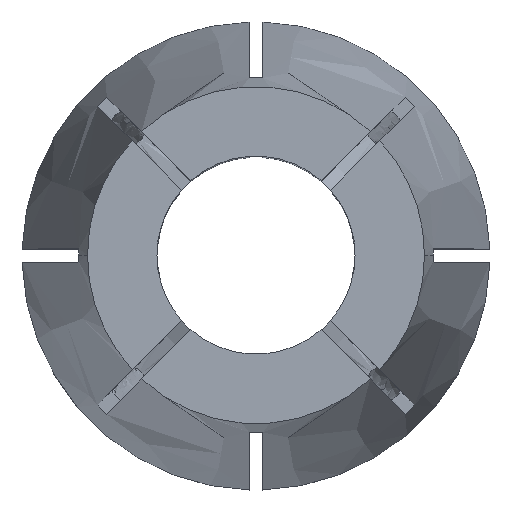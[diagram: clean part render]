
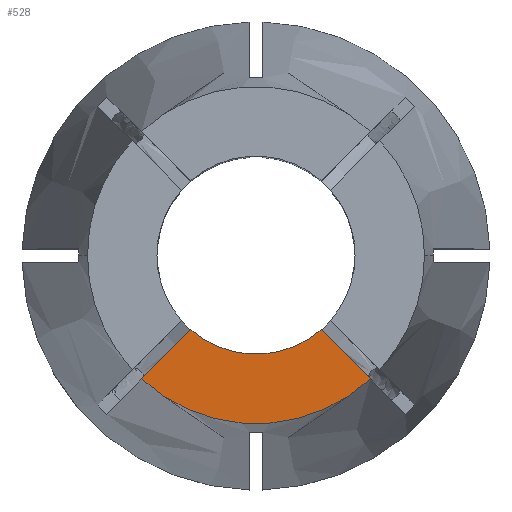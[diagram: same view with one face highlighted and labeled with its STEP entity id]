
A CAD part, top view. The second image highlights one B-rep face of the part: STEP entity #528.
In plain terms, the highlighted planar face has unit normal (0, 0, 1).
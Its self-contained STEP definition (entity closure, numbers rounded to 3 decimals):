
#61 = AXIS2_PLACEMENT_3D ( 'NONE', #2578, #1875, #1863 ) ;
#67 = DIRECTION ( 'NONE',  ( 0.707, 0.707, 0. ) ) ;
#83 = LINE ( 'NONE', #2101, #1189 ) ;
#464 = LINE ( 'NONE', #1744, #2134 ) ;
#501 = VERTEX_POINT ( 'NONE', #2125 ) ;
#528 = ADVANCED_FACE ( 'NONE', ( #2075 ), #2314, .F. ) ;
#582 = VERTEX_POINT ( 'NONE', #2602 ) ;
#592 = ORIENTED_EDGE ( 'NONE', *, *, #2043, .F. ) ;
#610 = DIRECTION ( 'NONE',  ( 0., 0., -1. ) ) ;
#653 = ORIENTED_EDGE ( 'NONE', *, *, #2291, .F. ) ;
#742 = EDGE_LOOP ( 'NONE', ( #653, #1217, #1196, #592 ) ) ;
#929 = CARTESIAN_POINT ( 'NONE',  ( 0., 0., 0. ) ) ;
#1131 = VERTEX_POINT ( 'NONE', #2429 ) ;
#1189 = VECTOR ( 'NONE', #2804, 1000. ) ;
#1196 = ORIENTED_EDGE ( 'NONE', *, *, #1218, .T. ) ;
#1217 = ORIENTED_EDGE ( 'NONE', *, *, #2345, .T. ) ;
#1218 = EDGE_CURVE ( 'NONE', #1500, #1131, #83, .T. ) ;
#1413 = DIRECTION ( 'NONE',  ( 1., 0., 0. ) ) ;
#1455 = DIRECTION ( 'NONE',  ( 0., 0., 1. ) ) ;
#1500 = VERTEX_POINT ( 'NONE', #1800 ) ;
#1729 = AXIS2_PLACEMENT_3D ( 'NONE', #929, #610, #2286 ) ;
#1744 = CARTESIAN_POINT ( 'NONE',  ( 0.265, -0.265, 0. ) ) ;
#1800 = CARTESIAN_POINT ( 'NONE',  ( 6.348, -6.879, 0. ) ) ;
#1863 = DIRECTION ( 'NONE',  ( 1., 0., 0. ) ) ;
#1875 = DIRECTION ( 'NONE',  ( 0., 0., 1. ) ) ;
#2043 = EDGE_CURVE ( 'NONE', #501, #1131, #2174, .T. ) ;
#2075 = FACE_OUTER_BOUND ( 'NONE', #742, .T. ) ;
#2101 = CARTESIAN_POINT ( 'NONE',  ( -0.265, -0.265, 0. ) ) ;
#2125 = CARTESIAN_POINT ( 'NONE',  ( -3.615, -4.145, 0. ) ) ;
#2134 = VECTOR ( 'NONE', #67, 1000. ) ;
#2163 = CARTESIAN_POINT ( 'NONE',  ( 0., 0., 0. ) ) ;
#2174 = CIRCLE ( 'NONE', #2567, 5.5 ) ;
#2286 = DIRECTION ( 'NONE',  ( -1., 0., 0. ) ) ;
#2291 = EDGE_CURVE ( 'NONE', #582, #501, #464, .T. ) ;
#2314 = PLANE ( 'NONE',  #1729 ) ;
#2345 = EDGE_CURVE ( 'NONE', #582, #1500, #2879, .T. ) ;
#2429 = CARTESIAN_POINT ( 'NONE',  ( 3.615, -4.145, 0. ) ) ;
#2567 = AXIS2_PLACEMENT_3D ( 'NONE', #2163, #1455, #1413 ) ;
#2578 = CARTESIAN_POINT ( 'NONE',  ( 0., 0., 0. ) ) ;
#2602 = CARTESIAN_POINT ( 'NONE',  ( -6.348, -6.879, 0. ) ) ;
#2804 = DIRECTION ( 'NONE',  ( -0.707, 0.707, 0. ) ) ;
#2879 = CIRCLE ( 'NONE', #61, 9.36 ) ;
